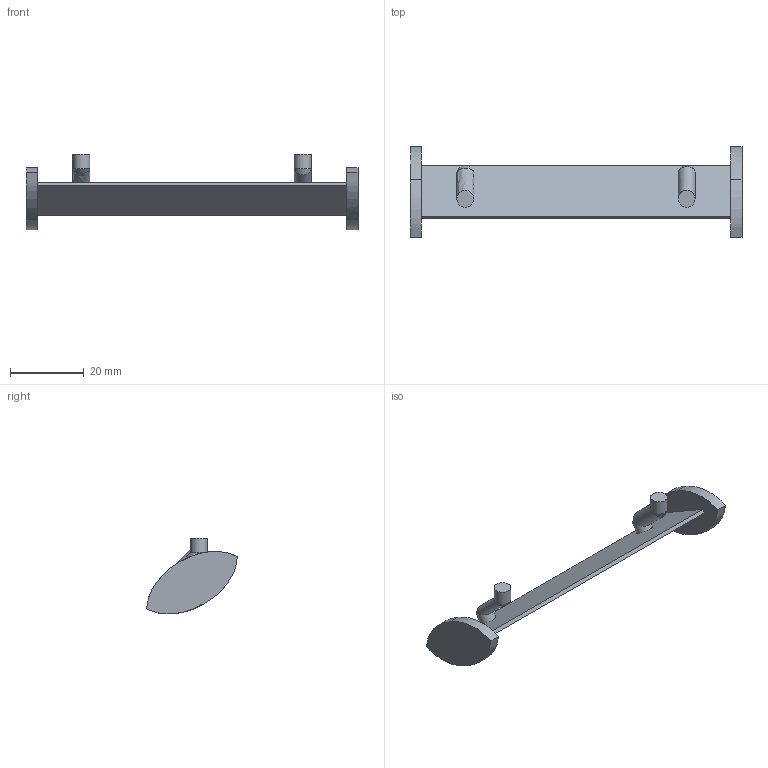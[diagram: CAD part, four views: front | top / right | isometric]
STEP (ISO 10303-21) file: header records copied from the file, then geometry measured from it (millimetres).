
FILE_DESCRIPTION(/* description */ (''),/* implementation_level */ '2;1');
FILE_NAME(/* name */ 'Spoiler 1 v6.step',/* time_stamp */ '2024-07-02T20:34:45-07:00',/* author */ (''),/* organization */ (''),/* preprocessor_version */ 'ST-DEVELOPER v20',/* originating_system */ 'Autodesk Translation Framework v13.14.0.145',/* authorisation */ '');
FILE_SCHEMA (('AUTOMOTIVE_DESIGN { 1 0 10303 214 3 1 1 }'));
Length unit declared in the file: millimetre
Products named in the file (1): Spoiler 1
Bounding box: 90 x 24.66 x 20.56 mm (x, y, z)
Volume: 3450.3 mm3; surface area: 4779 mm2
Topology: 2 solids, 2 shells, 29 faces, 66 edges, 36 vertices
Faces by surface type: bspline 13, plane 11, cylinder 5
Full cylindrical faces by diameter (mm): 4.55 x5
Entity records: 1581 total; most frequent: CARTESIAN_POINT 1025, ORIENTED_EDGE 116, DIRECTION 92, EDGE_CURVE 58, VERTEX_POINT 36, AXIS2_PLACEMENT_3D 33, EDGE_LOOP 32, FACE_OUTER_BOUND 29
